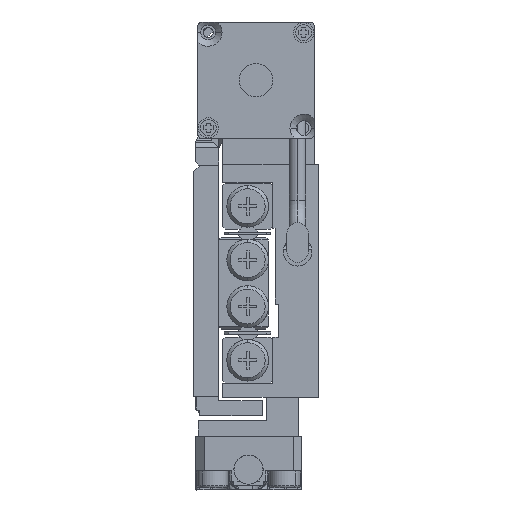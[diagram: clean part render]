
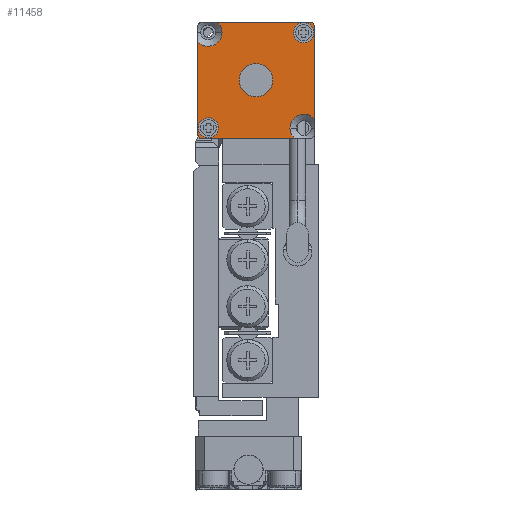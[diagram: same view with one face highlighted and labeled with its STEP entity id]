
A CAD part, left-side view. The second image highlights one B-rep face of the part: STEP entity #11458.
In plain terms, the highlighted face is planar.
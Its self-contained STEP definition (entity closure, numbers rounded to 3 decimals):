
#651 = CARTESIAN_POINT ( 'NONE',  ( 12.75, -12.75, 30. ) ) ;
#1119 = CARTESIAN_POINT ( 'NONE',  ( 14., -11.652, 30. ) ) ;
#1663 = AXIS2_PLACEMENT_3D ( 'NONE', #15734, #20680, #20399 ) ;
#2829 = AXIS2_PLACEMENT_3D ( 'NONE', #53689, #44661, #40291 ) ;
#3921 = VERTEX_POINT ( 'NONE', #50595 ) ;
#3949 = AXIS2_PLACEMENT_3D ( 'NONE', #651, #31870, #54059 ) ;
#4021 = EDGE_CURVE ( 'NONE', #14352, #13286, #53195, .T. ) ;
#4072 = EDGE_CURVE ( 'NONE', #12925, #39340, #25295, .T. ) ;
#4382 = AXIS2_PLACEMENT_3D ( 'NONE', #27857, #23473, #54417 ) ;
#4492 = CARTESIAN_POINT ( 'NONE',  ( 11.652, -14., 30. ) ) ;
#6298 = VERTEX_POINT ( 'NONE', #34160 ) ;
#7051 = EDGE_LOOP ( 'NONE', ( #36514, #24089 ) ) ;
#7090 = EDGE_CURVE ( 'NONE', #27108, #49009, #54075, .T. ) ;
#7752 = PLANE ( 'NONE',  #25797 ) ;
#7950 = DIRECTION ( 'NONE',  ( 1., 0., 0. ) ) ;
#8041 = FACE_BOUND ( 'NONE', #47576, .T. ) ;
#8810 = CARTESIAN_POINT ( 'NONE',  ( 14., -0.5, 30. ) ) ;
#8841 = EDGE_CURVE ( 'NONE', #13286, #14352, #12480, .T. ) ;
#9036 = DIRECTION ( 'NONE',  ( 0., 0., 1. ) ) ;
#9148 = DIRECTION ( 'NONE',  ( 0., 0., 1. ) ) ;
#10206 = EDGE_CURVE ( 'NONE', #24438, #56970, #24734, .T. ) ;
#10813 = ORIENTED_EDGE ( 'NONE', *, *, #44810, .F. ) ;
#11458 = ADVANCED_FACE ( 'NONE', ( #43071, #24673, #42786, #8041 ), #7752, .T. ) ;
#11645 = EDGE_CURVE ( 'NONE', #39340, #12925, #29523, .T. ) ;
#12154 = AXIS2_PLACEMENT_3D ( 'NONE', #46811, #46242, #20535 ) ;
#12480 = CIRCLE ( 'NONE', #25506, 1.213 ) ;
#12826 = ORIENTED_EDGE ( 'NONE', *, *, #57221, .T. ) ;
#12925 = VERTEX_POINT ( 'NONE', #41665 ) ;
#13286 = VERTEX_POINT ( 'NONE', #54929 ) ;
#13399 = VERTEX_POINT ( 'NONE', #24831 ) ;
#13535 = CARTESIAN_POINT ( 'NONE',  ( 13.5, -0.5, 30. ) ) ;
#13868 = EDGE_CURVE ( 'NONE', #49009, #26088, #16567, .T. ) ;
#14280 = CARTESIAN_POINT ( 'NONE',  ( 2.348, 0., 30. ) ) ;
#14352 = VERTEX_POINT ( 'NONE', #16808 ) ;
#14443 = ORIENTED_EDGE ( 'NONE', *, *, #31567, .T. ) ;
#14978 = CARTESIAN_POINT ( 'NONE',  ( 14., 0., 30. ) ) ;
#15126 = CIRCLE ( 'NONE', #44994, 0.5 ) ;
#15162 = VERTEX_POINT ( 'NONE', #42546 ) ;
#15734 = CARTESIAN_POINT ( 'NONE',  ( 1.25, -1.25, 30. ) ) ;
#16417 = DIRECTION ( 'NONE',  ( 0., 0., 1. ) ) ;
#16567 = CIRCLE ( 'NONE', #1663, 1.664 ) ;
#16808 = CARTESIAN_POINT ( 'NONE',  ( 2.499, -12.714, 30. ) ) ;
#17794 = EDGE_LOOP ( 'NONE', ( #38705, #39600, #14443, #45769, #40281, #19763, #12826, #31740, #56318, #52902 ) ) ;
#18095 = CARTESIAN_POINT ( 'NONE',  ( 7., -7., 30. ) ) ;
#18251 = DIRECTION ( 'NONE',  ( 0., 0., -1. ) ) ;
#19104 = CIRCLE ( 'NONE', #33999, 1.213 ) ;
#19396 = CARTESIAN_POINT ( 'NONE',  ( 1.286, -12.714, 30. ) ) ;
#19763 = ORIENTED_EDGE ( 'NONE', *, *, #53701, .F. ) ;
#20399 = DIRECTION ( 'NONE',  ( 1., 0., 0. ) ) ;
#20535 = DIRECTION ( 'NONE',  ( 1., 0., 0. ) ) ;
#20680 = DIRECTION ( 'NONE',  ( 0., 0., 1. ) ) ;
#21918 = CARTESIAN_POINT ( 'NONE',  ( 12.75, -12.75, 30. ) ) ;
#22208 = DIRECTION ( 'NONE',  ( 1., 0., 0. ) ) ;
#22310 = VERTEX_POINT ( 'NONE', #4492 ) ;
#23100 = CIRCLE ( 'NONE', #31465, 1.213 ) ;
#23164 = CIRCLE ( 'NONE', #33408, 1.664 ) ;
#23206 = VECTOR ( 'NONE', #28567, 1000. ) ;
#23301 = ORIENTED_EDGE ( 'NONE', *, *, #8841, .T. ) ;
#23473 = DIRECTION ( 'NONE',  ( 0., 0., 1. ) ) ;
#24023 = LINE ( 'NONE', #14978, #53766 ) ;
#24089 = ORIENTED_EDGE ( 'NONE', *, *, #11645, .F. ) ;
#24306 = DIRECTION ( 'NONE',  ( 0., 1., 0. ) ) ;
#24438 = VERTEX_POINT ( 'NONE', #8810 ) ;
#24535 = VECTOR ( 'NONE', #53906, 1000. ) ;
#24673 = FACE_OUTER_BOUND ( 'NONE', #17794, .T. ) ;
#24734 = CIRCLE ( 'NONE', #26593, 0.5 ) ;
#24774 = VERTEX_POINT ( 'NONE', #25961 ) ;
#24831 = CARTESIAN_POINT ( 'NONE',  ( 13.927, -1.286, 30. ) ) ;
#25295 = CIRCLE ( 'NONE', #32748, 2. ) ;
#25506 = AXIS2_PLACEMENT_3D ( 'NONE', #19396, #18251, #32798 ) ;
#25747 = DIRECTION ( 'NONE',  ( 0., 0., 1. ) ) ;
#25797 = AXIS2_PLACEMENT_3D ( 'NONE', #42496, #56206, #39000 ) ;
#25961 = CARTESIAN_POINT ( 'NONE',  ( 0., -13.5, 30. ) ) ;
#26088 = VERTEX_POINT ( 'NONE', #14280 ) ;
#26593 = AXIS2_PLACEMENT_3D ( 'NONE', #13535, #9148, #48566 ) ;
#26765 = LINE ( 'NONE', #35243, #24535 ) ;
#27108 = VERTEX_POINT ( 'NONE', #33542 ) ;
#27857 = CARTESIAN_POINT ( 'NONE',  ( 7., -7., 30. ) ) ;
#28407 = CARTESIAN_POINT ( 'NONE',  ( 12.714, -1.286, 30. ) ) ;
#28567 = DIRECTION ( 'NONE',  ( -1., 0., 0. ) ) ;
#29523 = CIRCLE ( 'NONE', #4382, 2. ) ;
#31185 = CARTESIAN_POINT ( 'NONE',  ( 0., -14., 30. ) ) ;
#31465 = AXIS2_PLACEMENT_3D ( 'NONE', #47643, #25747, #7950 ) ;
#31567 = EDGE_CURVE ( 'NONE', #24774, #15162, #15126, .T. ) ;
#31740 = ORIENTED_EDGE ( 'NONE', *, *, #10206, .T. ) ;
#31870 = DIRECTION ( 'NONE',  ( 0., 0., 1. ) ) ;
#31884 = CARTESIAN_POINT ( 'NONE',  ( 2.914, -1.25, 30. ) ) ;
#32105 = LINE ( 'NONE', #50774, #23206 ) ;
#32748 = AXIS2_PLACEMENT_3D ( 'NONE', #18095, #9036, #38913 ) ;
#32798 = DIRECTION ( 'NONE',  ( 1., 0., 0. ) ) ;
#33408 = AXIS2_PLACEMENT_3D ( 'NONE', #21918, #39739, #22208 ) ;
#33542 = CARTESIAN_POINT ( 'NONE',  ( 0., -2.348, 30. ) ) ;
#33596 = VECTOR ( 'NONE', #49290, 1000. ) ;
#33999 = AXIS2_PLACEMENT_3D ( 'NONE', #28407, #36329, #54116 ) ;
#34160 = CARTESIAN_POINT ( 'NONE',  ( 11.086, -12.75, 30. ) ) ;
#34180 = CARTESIAN_POINT ( 'NONE',  ( 13.5, 0., 30. ) ) ;
#34230 = CARTESIAN_POINT ( 'NONE',  ( 0.5, -13.5, 30. ) ) ;
#35074 = EDGE_LOOP ( 'NONE', ( #44257, #10813 ) ) ;
#35243 = CARTESIAN_POINT ( 'NONE',  ( 0., 0., 30. ) ) ;
#36329 = DIRECTION ( 'NONE',  ( 0., 0., 1. ) ) ;
#36514 = ORIENTED_EDGE ( 'NONE', *, *, #4072, .F. ) ;
#37021 = CARTESIAN_POINT ( 'NONE',  ( 9., -7., 30. ) ) ;
#38152 = VERTEX_POINT ( 'NONE', #1119 ) ;
#38705 = ORIENTED_EDGE ( 'NONE', *, *, #7090, .F. ) ;
#38913 = DIRECTION ( 'NONE',  ( 1., 0., 0. ) ) ;
#39000 = DIRECTION ( 'NONE',  ( 1., 0., 0. ) ) ;
#39136 = ORIENTED_EDGE ( 'NONE', *, *, #4021, .T. ) ;
#39257 = CIRCLE ( 'NONE', #3949, 1.664 ) ;
#39340 = VERTEX_POINT ( 'NONE', #37021 ) ;
#39600 = ORIENTED_EDGE ( 'NONE', *, *, #39628, .T. ) ;
#39628 = EDGE_CURVE ( 'NONE', #27108, #24774, #26765, .T. ) ;
#39739 = DIRECTION ( 'NONE',  ( 0., 0., 1. ) ) ;
#40281 = ORIENTED_EDGE ( 'NONE', *, *, #50425, .F. ) ;
#40291 = DIRECTION ( 'NONE',  ( 1., 0., 0. ) ) ;
#41475 = EDGE_CURVE ( 'NONE', #13399, #3921, #19104, .T. ) ;
#41665 = CARTESIAN_POINT ( 'NONE',  ( 5., -7., 30. ) ) ;
#42496 = CARTESIAN_POINT ( 'NONE',  ( 0., 0., 30. ) ) ;
#42546 = CARTESIAN_POINT ( 'NONE',  ( 0.5, -14., 30. ) ) ;
#42786 = FACE_BOUND ( 'NONE', #7051, .T. ) ;
#43071 = FACE_BOUND ( 'NONE', #35074, .T. ) ;
#43285 = DIRECTION ( 'NONE',  ( 1., 0., 0. ) ) ;
#44257 = ORIENTED_EDGE ( 'NONE', *, *, #41475, .F. ) ;
#44661 = DIRECTION ( 'NONE',  ( 0., 0., -1. ) ) ;
#44810 = EDGE_CURVE ( 'NONE', #3921, #13399, #23100, .T. ) ;
#44994 = AXIS2_PLACEMENT_3D ( 'NONE', #34230, #16417, #43285 ) ;
#45769 = ORIENTED_EDGE ( 'NONE', *, *, #52065, .T. ) ;
#46242 = DIRECTION ( 'NONE',  ( 0., 0., 1. ) ) ;
#46811 = CARTESIAN_POINT ( 'NONE',  ( 1.25, -1.25, 30. ) ) ;
#47576 = EDGE_LOOP ( 'NONE', ( #39136, #23301 ) ) ;
#47643 = CARTESIAN_POINT ( 'NONE',  ( 12.714, -1.286, 30. ) ) ;
#48566 = DIRECTION ( 'NONE',  ( 1., 0., 0. ) ) ;
#49009 = VERTEX_POINT ( 'NONE', #31884 ) ;
#49290 = DIRECTION ( 'NONE',  ( 1., 0., 0. ) ) ;
#50425 = EDGE_CURVE ( 'NONE', #6298, #22310, #23164, .T. ) ;
#50499 = EDGE_CURVE ( 'NONE', #56970, #26088, #32105, .T. ) ;
#50595 = CARTESIAN_POINT ( 'NONE',  ( 11.501, -1.286, 30. ) ) ;
#50774 = CARTESIAN_POINT ( 'NONE',  ( 0., 0., 30. ) ) ;
#52065 = EDGE_CURVE ( 'NONE', #15162, #22310, #57468, .T. ) ;
#52902 = ORIENTED_EDGE ( 'NONE', *, *, #13868, .F. ) ;
#53195 = CIRCLE ( 'NONE', #2829, 1.213 ) ;
#53689 = CARTESIAN_POINT ( 'NONE',  ( 1.286, -12.714, 30. ) ) ;
#53701 = EDGE_CURVE ( 'NONE', #38152, #6298, #39257, .T. ) ;
#53766 = VECTOR ( 'NONE', #24306, 1000. ) ;
#53906 = DIRECTION ( 'NONE',  ( 0., -1., 0. ) ) ;
#54059 = DIRECTION ( 'NONE',  ( 1., 0., 0. ) ) ;
#54075 = CIRCLE ( 'NONE', #12154, 1.664 ) ;
#54116 = DIRECTION ( 'NONE',  ( 1., 0., 0. ) ) ;
#54417 = DIRECTION ( 'NONE',  ( 1., 0., 0. ) ) ;
#54929 = CARTESIAN_POINT ( 'NONE',  ( 0.073, -12.714, 30. ) ) ;
#56206 = DIRECTION ( 'NONE',  ( 0., 0., 1. ) ) ;
#56318 = ORIENTED_EDGE ( 'NONE', *, *, #50499, .T. ) ;
#56970 = VERTEX_POINT ( 'NONE', #34180 ) ;
#57221 = EDGE_CURVE ( 'NONE', #38152, #24438, #24023, .T. ) ;
#57468 = LINE ( 'NONE', #31185, #33596 ) ;
